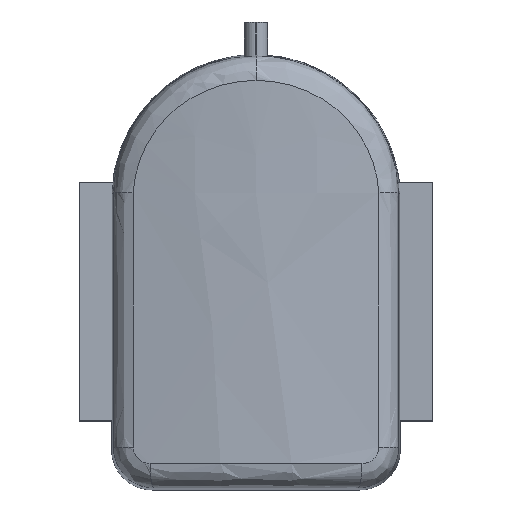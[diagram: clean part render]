
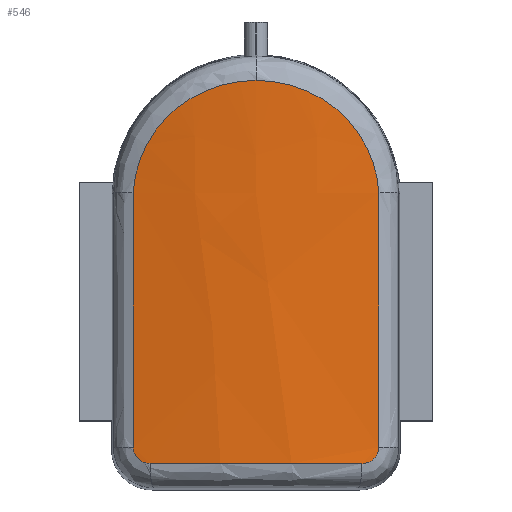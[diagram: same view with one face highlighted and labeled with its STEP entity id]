
A CAD part, top view. The second image highlights one B-rep face of the part: STEP entity #546.
In plain terms, the highlighted free-form (B-spline) face has degree [5, 1] with [15, 2] control points.
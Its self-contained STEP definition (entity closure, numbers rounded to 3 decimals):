
#32=(
BOUNDED_SURFACE()
B_SPLINE_SURFACE(5,1,((#876,#877),(#878,#879),(#880,#881),(#882,#883),(#884,
#885),(#886,#887),(#888,#889),(#890,#891),(#892,#893),(#894,#895),(#896,
#897),(#898,#899),(#900,#901),(#902,#903),(#904,#905)),.UNSPECIFIED.,.F.,
 .F.,.F.)
B_SPLINE_SURFACE_WITH_KNOTS((6,1,1,1,1,1,1,1,1,1,6),(2,2),(0.,0.1,0.2,0.3,
0.4,0.5,0.6,0.7,0.8,0.9,1.),(0.,2.68),.UNSPECIFIED.)
GEOMETRIC_REPRESENTATION_ITEM()
RATIONAL_B_SPLINE_SURFACE(((1.,1.),(1.,1.),(1.,1.),(1.,1.),(1.,1.),(1.,
1.),(1.,1.),(1.,1.),(1.,1.),(1.,1.),(1.,1.),(1.,1.),(1.,1.),(1.,1.),(1.,
1.)))
REPRESENTATION_ITEM('')
SURFACE()
);
#50=FACE_OUTER_BOUND('',#86,.T.);
#86=EDGE_LOOP('',(#376,#377,#378,#379,#380,#381,#382));
#127=B_SPLINE_CURVE_WITH_KNOTS('',3,(#908,#909,#910,#911),.UNSPECIFIED.,
 .F.,.F.,(4,4),(0.,1.564),.UNSPECIFIED.);
#128=B_SPLINE_CURVE_WITH_KNOTS('',3,(#913,#914,#915,#916,#917),
 .UNSPECIFIED.,.F.,.F.,(4,1,4),(0.,0.068,0.158),
 .UNSPECIFIED.);
#129=B_SPLINE_CURVE_WITH_KNOTS('',3,(#919,#920,#921,#922,#923),
 .UNSPECIFIED.,.F.,.F.,(4,1,4),(-1.258,-0.539,0.),
 .UNSPECIFIED.);
#130=B_SPLINE_CURVE_WITH_KNOTS('',3,(#925,#926,#927,#928,#929),
 .UNSPECIFIED.,.F.,.F.,(4,1,4),(0.,0.068,0.158),
 .UNSPECIFIED.);
#131=B_SPLINE_CURVE_WITH_KNOTS('',3,(#931,#932,#933,#934),.UNSPECIFIED.,
 .F.,.F.,(4,4),(-1.564,0.),.UNSPECIFIED.);
#132=B_SPLINE_CURVE_WITH_KNOTS('',3,(#936,#937,#938,#939,#940,#941),
 .UNSPECIFIED.,.F.,.F.,(4,1,1,4),(-1.145,-0.827,
-0.509,-0.036),.UNSPECIFIED.);
#133=B_SPLINE_CURVE_WITH_KNOTS('',3,(#942,#943,#944,#945,#946,#947),
 .UNSPECIFIED.,.F.,.F.,(4,1,1,4),(-1.108,-0.794,-0.476,
0.),.UNSPECIFIED.);
#242=VERTEX_POINT('',#906);
#243=VERTEX_POINT('',#907);
#244=VERTEX_POINT('',#912);
#245=VERTEX_POINT('',#918);
#246=VERTEX_POINT('',#924);
#247=VERTEX_POINT('',#930);
#248=VERTEX_POINT('',#935);
#295=EDGE_CURVE('',#242,#243,#127,.T.);
#296=EDGE_CURVE('',#244,#242,#128,.T.);
#297=EDGE_CURVE('',#245,#244,#129,.T.);
#298=EDGE_CURVE('',#246,#245,#130,.T.);
#299=EDGE_CURVE('',#247,#246,#131,.T.);
#300=EDGE_CURVE('',#248,#247,#132,.T.);
#301=EDGE_CURVE('',#243,#248,#133,.T.);
#376=ORIENTED_EDGE('',*,*,#295,.F.);
#377=ORIENTED_EDGE('',*,*,#296,.F.);
#378=ORIENTED_EDGE('',*,*,#297,.F.);
#379=ORIENTED_EDGE('',*,*,#298,.F.);
#380=ORIENTED_EDGE('',*,*,#299,.F.);
#381=ORIENTED_EDGE('',*,*,#300,.F.);
#382=ORIENTED_EDGE('',*,*,#301,.F.);
#546=ADVANCED_FACE('',(#50),#32,.T.);
#876=CARTESIAN_POINT('Ctrl Pts',(0.15,0.,14.));
#877=CARTESIAN_POINT('Ctrl Pts',(0.15,26.8,14.));
#878=CARTESIAN_POINT('Ctrl Pts',(0.5,0.,14.076));
#879=CARTESIAN_POINT('Ctrl Pts',(0.5,26.8,14.076));
#880=CARTESIAN_POINT('Ctrl Pts',(1.2,0.,14.221));
#881=CARTESIAN_POINT('Ctrl Pts',(1.2,26.8,14.221));
#882=CARTESIAN_POINT('Ctrl Pts',(2.25,0.,14.419));
#883=CARTESIAN_POINT('Ctrl Pts',(2.25,26.8,14.419));
#884=CARTESIAN_POINT('Ctrl Pts',(3.65,0.,14.642));
#885=CARTESIAN_POINT('Ctrl Pts',(3.65,26.8,14.642));
#886=CARTESIAN_POINT('Ctrl Pts',(5.4,0.,14.849));
#887=CARTESIAN_POINT('Ctrl Pts',(5.4,26.8,14.849));
#888=CARTESIAN_POINT('Ctrl Pts',(7.15,0.,14.978));
#889=CARTESIAN_POINT('Ctrl Pts',(7.15,26.8,14.978));
#890=CARTESIAN_POINT('Ctrl Pts',(8.9,0.,15.022));
#891=CARTESIAN_POINT('Ctrl Pts',(8.9,26.8,15.022));
#892=CARTESIAN_POINT('Ctrl Pts',(10.65,0.,14.978));
#893=CARTESIAN_POINT('Ctrl Pts',(10.65,26.8,14.978));
#894=CARTESIAN_POINT('Ctrl Pts',(12.4,0.,14.849));
#895=CARTESIAN_POINT('Ctrl Pts',(12.4,26.8,14.849));
#896=CARTESIAN_POINT('Ctrl Pts',(14.15,0.,14.642));
#897=CARTESIAN_POINT('Ctrl Pts',(14.15,26.8,14.642));
#898=CARTESIAN_POINT('Ctrl Pts',(15.55,0.,14.419));
#899=CARTESIAN_POINT('Ctrl Pts',(15.55,26.8,14.419));
#900=CARTESIAN_POINT('Ctrl Pts',(16.6,0.,14.221));
#901=CARTESIAN_POINT('Ctrl Pts',(16.6,26.8,14.221));
#902=CARTESIAN_POINT('Ctrl Pts',(17.3,0.,14.076));
#903=CARTESIAN_POINT('Ctrl Pts',(17.3,26.8,14.076));
#904=CARTESIAN_POINT('Ctrl Pts',(17.65,0.,14.));
#905=CARTESIAN_POINT('Ctrl Pts',(17.65,26.8,14.));
#906=CARTESIAN_POINT('',(1.356,2.628,14.246));
#907=CARTESIAN_POINT('',(1.356,18.264,14.246));
#908=CARTESIAN_POINT('Ctrl Pts',(1.356,2.628,14.246));
#909=CARTESIAN_POINT('Ctrl Pts',(1.356,7.84,14.246));
#910=CARTESIAN_POINT('Ctrl Pts',(1.356,13.052,14.246));
#911=CARTESIAN_POINT('Ctrl Pts',(1.356,18.264,14.246));
#912=CARTESIAN_POINT('',(2.391,1.63,14.431));
#913=CARTESIAN_POINT('Ctrl Pts',(2.391,1.63,14.431));
#914=CARTESIAN_POINT('Ctrl Pts',(2.16,1.629,14.392));
#915=CARTESIAN_POINT('Ctrl Pts',(1.621,1.807,14.297));
#916=CARTESIAN_POINT('Ctrl Pts',(1.356,2.326,14.246));
#917=CARTESIAN_POINT('Ctrl Pts',(1.356,2.628,14.246));
#918=CARTESIAN_POINT('',(15.409,1.63,14.431));
#919=CARTESIAN_POINT('Ctrl Pts',(15.409,1.63,14.431));
#920=CARTESIAN_POINT('Ctrl Pts',(12.967,1.634,14.84));
#921=CARTESIAN_POINT('Ctrl Pts',(8.579,1.637,15.211));
#922=CARTESIAN_POINT('Ctrl Pts',(4.222,1.633,14.738));
#923=CARTESIAN_POINT('Ctrl Pts',(2.391,1.63,14.431));
#924=CARTESIAN_POINT('',(16.444,2.628,14.246));
#925=CARTESIAN_POINT('Ctrl Pts',(16.444,2.628,14.246));
#926=CARTESIAN_POINT('Ctrl Pts',(16.444,2.402,14.246));
#927=CARTESIAN_POINT('Ctrl Pts',(16.25,1.874,14.283));
#928=CARTESIAN_POINT('Ctrl Pts',(15.717,1.629,14.379));
#929=CARTESIAN_POINT('Ctrl Pts',(15.409,1.63,14.431));
#930=CARTESIAN_POINT('',(16.444,18.264,14.246));
#931=CARTESIAN_POINT('Ctrl Pts',(16.444,18.264,14.246));
#932=CARTESIAN_POINT('Ctrl Pts',(16.444,13.052,14.246));
#933=CARTESIAN_POINT('Ctrl Pts',(16.444,7.84,14.246));
#934=CARTESIAN_POINT('Ctrl Pts',(16.444,2.628,14.246));
#935=CARTESIAN_POINT('',(8.9,25.165,15.));
#936=CARTESIAN_POINT('Ctrl Pts',(8.9,25.165,15.));
#937=CARTESIAN_POINT('Ctrl Pts',(10.006,25.165,15.));
#938=CARTESIAN_POINT('Ctrl Pts',(12.21,24.693,14.888));
#939=CARTESIAN_POINT('Ctrl Pts',(15.308,22.41,14.475));
#940=CARTESIAN_POINT('Ctrl Pts',(16.362,19.839,14.261));
#941=CARTESIAN_POINT('Ctrl Pts',(16.444,18.264,14.246));
#942=CARTESIAN_POINT('Ctrl Pts',(1.356,18.264,14.246));
#943=CARTESIAN_POINT('Ctrl Pts',(1.411,19.311,14.256));
#944=CARTESIAN_POINT('Ctrl Pts',(2.,21.385,14.369));
#945=CARTESIAN_POINT('Ctrl Pts',(4.502,24.266,14.778));
#946=CARTESIAN_POINT('Ctrl Pts',(7.242,25.165,15.));
#947=CARTESIAN_POINT('Ctrl Pts',(8.9,25.165,15.));
